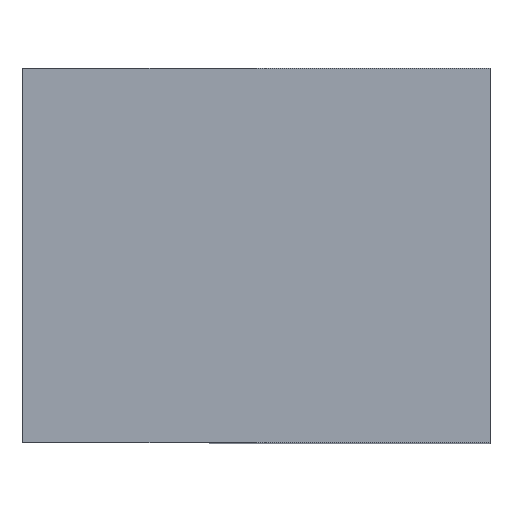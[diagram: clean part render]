
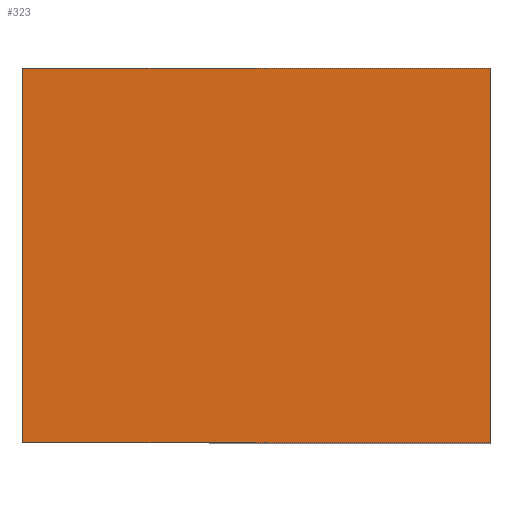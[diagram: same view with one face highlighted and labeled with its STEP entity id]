
A CAD part, top view. The second image highlights one B-rep face of the part: STEP entity #323.
In plain terms, the highlighted planar face has unit normal (0, 0, 1).
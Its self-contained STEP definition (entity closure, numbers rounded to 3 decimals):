
#1 = LINE ( 'NONE', #59, #110 ) ;
#19 = DIRECTION ( 'NONE',  ( 0., 1., 0. ) ) ;
#22 = FACE_OUTER_BOUND ( 'NONE', #355, .T. ) ;
#29 = VECTOR ( 'NONE', #358, 1000. ) ;
#36 = EDGE_CURVE ( 'NONE', #119, #366, #1, .T. ) ;
#47 = CARTESIAN_POINT ( 'NONE',  ( 17., -1.926, 35. ) ) ;
#59 = CARTESIAN_POINT ( 'NONE',  ( 17., 45., 35. ) ) ;
#63 = ORIENTED_EDGE ( 'NONE', *, *, #268, .T. ) ;
#75 = CARTESIAN_POINT ( 'NONE',  ( 42., 45., 35. ) ) ;
#91 = AXIS2_PLACEMENT_3D ( 'NONE', #47, #257, #342 ) ;
#110 = VECTOR ( 'NONE', #204, 1000. ) ;
#117 = CARTESIAN_POINT ( 'NONE',  ( 17., 45., 35. ) ) ;
#119 = VERTEX_POINT ( 'NONE', #117 ) ;
#128 = ORIENTED_EDGE ( 'NONE', *, *, #192, .T. ) ;
#133 = LINE ( 'NONE', #340, #235 ) ;
#138 = CARTESIAN_POINT ( 'NONE',  ( 42., 25., 35. ) ) ;
#156 = VECTOR ( 'NONE', #19, 1000. ) ;
#161 = DIRECTION ( 'NONE',  ( 0., 1., 0. ) ) ;
#167 = LINE ( 'NONE', #318, #156 ) ;
#192 = EDGE_CURVE ( 'NONE', #343, #290, #238, .T. ) ;
#204 = DIRECTION ( 'NONE',  ( 1., 0., 0. ) ) ;
#209 = ORIENTED_EDGE ( 'NONE', *, *, #36, .F. ) ;
#235 = VECTOR ( 'NONE', #161, 1000. ) ;
#238 = LINE ( 'NONE', #351, #29 ) ;
#254 = PLANE ( 'NONE',  #91 ) ;
#257 = DIRECTION ( 'NONE',  ( 0., 0., 1. ) ) ;
#260 = EDGE_CURVE ( 'NONE', #343, #119, #167, .T. ) ;
#268 = EDGE_CURVE ( 'NONE', #290, #366, #133, .T. ) ;
#274 = ORIENTED_EDGE ( 'NONE', *, *, #260, .F. ) ;
#290 = VERTEX_POINT ( 'NONE', #138 ) ;
#316 = CARTESIAN_POINT ( 'NONE',  ( 17., 25., 35. ) ) ;
#318 = CARTESIAN_POINT ( 'NONE',  ( 17., -1.926, 35. ) ) ;
#323 = ADVANCED_FACE ( 'NONE', ( #22 ), #254, .T. ) ;
#340 = CARTESIAN_POINT ( 'NONE',  ( 42., -1.926, 35. ) ) ;
#342 = DIRECTION ( 'NONE',  ( 1., 0., 0. ) ) ;
#343 = VERTEX_POINT ( 'NONE', #316 ) ;
#351 = CARTESIAN_POINT ( 'NONE',  ( 17., 25., 35. ) ) ;
#355 = EDGE_LOOP ( 'NONE', ( #274, #128, #63, #209 ) ) ;
#358 = DIRECTION ( 'NONE',  ( 1., 0., 0. ) ) ;
#366 = VERTEX_POINT ( 'NONE', #75 ) ;
